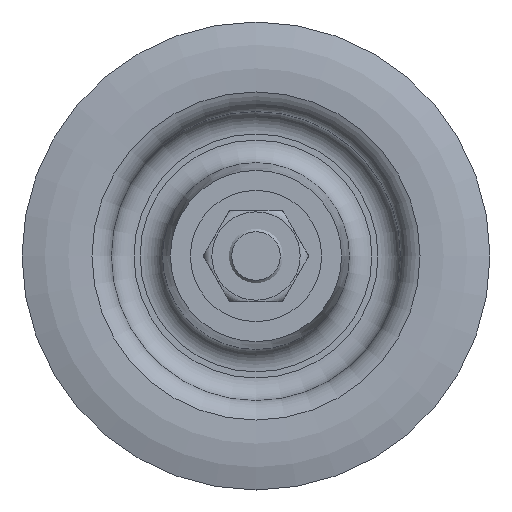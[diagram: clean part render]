
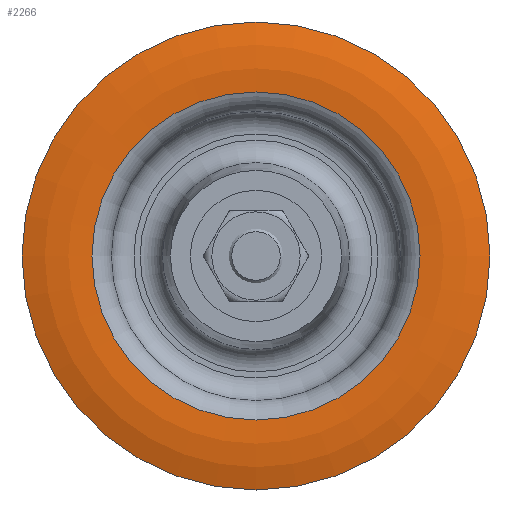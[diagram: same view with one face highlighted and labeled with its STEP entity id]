
A CAD part, left-side view. The second image highlights one B-rep face of the part: STEP entity #2266.
In plain terms, the highlighted toroidal (fillet/blend) face has major radius 32.176 mm and minor radius 26.469 mm.
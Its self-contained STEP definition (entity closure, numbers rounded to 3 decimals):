
#533=FACE_OUTER_BOUND('',#651,.T.);
#651=EDGE_LOOP('',(#1557,#1558,#1559,#1560,#1561,#1562,#1563));
#783=CIRCLE('',#2564,28.743);
#784=CIRCLE('',#2565,28.743);
#788=CIRCLE('',#2570,41.);
#789=CIRCLE('',#2571,41.);
#790=CIRCLE('',#2572,41.);
#791=CIRCLE('',#2573,26.469);
#968=VERTEX_POINT('',#3690);
#969=VERTEX_POINT('',#3691);
#972=VERTEX_POINT('',#3700);
#973=VERTEX_POINT('',#3701);
#974=VERTEX_POINT('',#3703);
#1201=EDGE_CURVE('',#968,#969,#783,.T.);
#1202=EDGE_CURVE('',#969,#968,#784,.T.);
#1206=EDGE_CURVE('',#972,#973,#788,.T.);
#1207=EDGE_CURVE('',#974,#972,#789,.T.);
#1208=EDGE_CURVE('',#973,#974,#790,.T.);
#1209=EDGE_CURVE('',#973,#969,#791,.T.);
#1557=ORIENTED_EDGE('',*,*,#1206,.F.);
#1558=ORIENTED_EDGE('',*,*,#1207,.F.);
#1559=ORIENTED_EDGE('',*,*,#1208,.F.);
#1560=ORIENTED_EDGE('',*,*,#1209,.T.);
#1561=ORIENTED_EDGE('',*,*,#1202,.T.);
#1562=ORIENTED_EDGE('',*,*,#1201,.T.);
#1563=ORIENTED_EDGE('',*,*,#1209,.F.);
#2252=TOROIDAL_SURFACE('',#2569,32.176,26.469);
#2266=ADVANCED_FACE('',(#533),#2252,.T.);
#2564=AXIS2_PLACEMENT_3D('',#3692,#2894,#2895);
#2565=AXIS2_PLACEMENT_3D('',#3693,#2896,#2897);
#2569=AXIS2_PLACEMENT_3D('',#3699,#2904,#2905);
#2570=AXIS2_PLACEMENT_3D('',#3702,#2906,#2907);
#2571=AXIS2_PLACEMENT_3D('',#3704,#2908,#2909);
#2572=AXIS2_PLACEMENT_3D('',#3705,#2910,#2911);
#2573=AXIS2_PLACEMENT_3D('',#3706,#2912,#2913);
#2894=DIRECTION('center_axis',(1.,0.,0.));
#2895=DIRECTION('ref_axis',(0.,1.,0.));
#2896=DIRECTION('center_axis',(1.,0.,0.));
#2897=DIRECTION('ref_axis',(0.,1.,0.));
#2904=DIRECTION('center_axis',(1.,0.,0.));
#2905=DIRECTION('ref_axis',(0.,0.,-1.));
#2906=DIRECTION('center_axis',(1.,0.,0.));
#2907=DIRECTION('ref_axis',(0.,1.,0.));
#2908=DIRECTION('center_axis',(1.,0.,0.));
#2909=DIRECTION('ref_axis',(0.,1.,0.));
#2910=DIRECTION('center_axis',(1.,0.,0.));
#2911=DIRECTION('ref_axis',(0.,1.,0.));
#2912=DIRECTION('center_axis',(0.,-1.,0.));
#2913=DIRECTION('ref_axis',(0.,0.,1.));
#3690=CARTESIAN_POINT('',(-11.197,18.231,0.));
#3691=CARTESIAN_POINT('',(-11.197,-10.512,28.743));
#3692=CARTESIAN_POINT('Origin',(-11.197,-10.512,0.));
#3693=CARTESIAN_POINT('Origin',(-11.197,-10.512,0.));
#3699=CARTESIAN_POINT('Origin',(15.048,-10.512,0.));
#3700=CARTESIAN_POINT('',(-9.907,30.488,0.));
#3701=CARTESIAN_POINT('',(-9.907,-10.512,41.));
#3702=CARTESIAN_POINT('Origin',(-9.907,-10.512,0.));
#3703=CARTESIAN_POINT('',(-9.907,-51.512,0.));
#3704=CARTESIAN_POINT('Origin',(-9.907,-10.512,0.));
#3705=CARTESIAN_POINT('Origin',(-9.907,-10.512,0.));
#3706=CARTESIAN_POINT('Origin',(15.048,-10.512,32.176));
